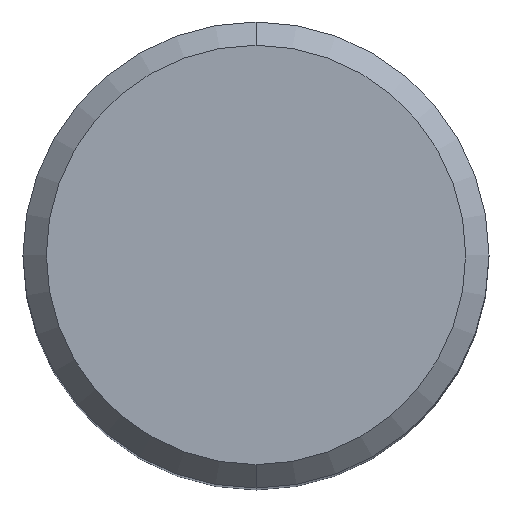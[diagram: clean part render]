
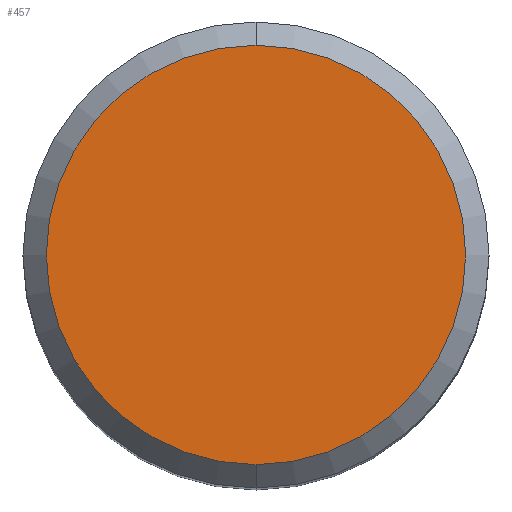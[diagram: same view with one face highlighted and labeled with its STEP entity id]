
A CAD part, top view. The second image highlights one B-rep face of the part: STEP entity #457.
In plain terms, the highlighted planar face has unit normal (0, 0, 1).
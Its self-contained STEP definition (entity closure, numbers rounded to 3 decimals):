
#263=EDGE_CURVE('',#437,#351,#573,.T.);
#351=VERTEX_POINT('',#671);
#409=EDGE_CURVE('',#351,#437,#739,.T.);
#437=VERTEX_POINT('',#770);
#457=ADVANCED_FACE('',(#791),#792,.T.);
#573=CIRCLE('',#1069,9.0);
#671=CARTESIAN_POINT('',(0.0,9.0,0.0));
#739=CIRCLE('',#1440,9.0);
#770=CARTESIAN_POINT('',(0.,-9.0,0.0));
#791=FACE_OUTER_BOUND('',#1596,.T.);
#792=PLANE('',#1597);
#1069=AXIS2_PLACEMENT_3D('',#1677,#1678,#1679);
#1440=AXIS2_PLACEMENT_3D('',#1901,#1902,#1903);
#1596=EDGE_LOOP('',(#1946,#1947));
#1597=AXIS2_PLACEMENT_3D('',#1948,#1949,#1950);
#1677=CARTESIAN_POINT('',(0.0,0.0,0.0));
#1678=DIRECTION('',(0.0,0.0,-1.0));
#1679=DIRECTION('',(0.0,1.0,0.0));
#1901=CARTESIAN_POINT('',(0.0,0.0,0.0));
#1902=DIRECTION('',(0.0,0.0,-1.0));
#1903=DIRECTION('',(0.0,1.0,0.0));
#1946=ORIENTED_EDGE('',*,*,#409,.F.);
#1947=ORIENTED_EDGE('',*,*,#263,.F.);
#1948=CARTESIAN_POINT('',(0.0,4.5,0.0));
#1949=DIRECTION('',(-0.0,0.0,1.0));
#1950=DIRECTION('',(0.0,-1.0,0.0));
